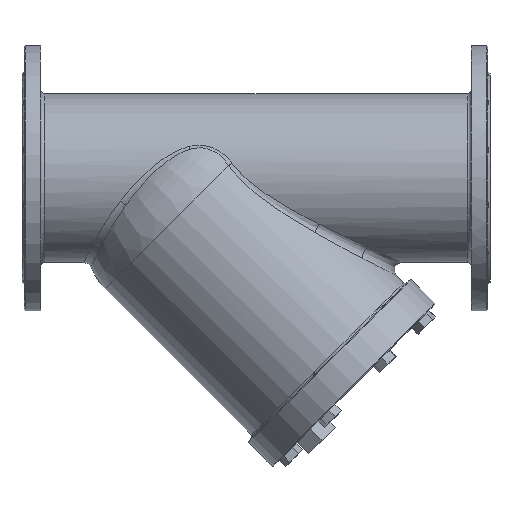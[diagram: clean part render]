
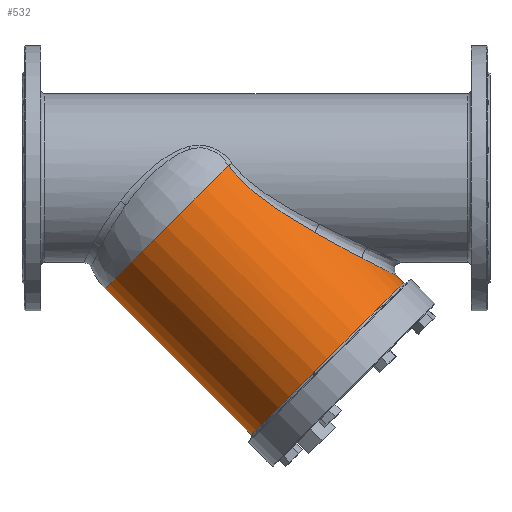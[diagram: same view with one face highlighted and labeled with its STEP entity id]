
A CAD part, top view. The second image highlights one B-rep face of the part: STEP entity #532.
In plain terms, the highlighted cylindrical face has radius 138 mm (diameter 276 mm), a partial arc.
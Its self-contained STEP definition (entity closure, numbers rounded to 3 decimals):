
#198=CARTESIAN_POINT('Vertex',(329.341,-134.18,0.)) ;
#200=CARTESIAN_POINT('Vertex',(134.18,-329.341,0.)) ;
#225=CARTESIAN_POINT('Axis2P3D Location',(231.761,-231.761,0.)) ;
#280=CARTESIAN_POINT('Axis2P3D Location',(0.,0.,0.)) ;
#285=CARTESIAN_POINT('Line Origine',(97.581,97.581,0.)) ;
#289=CARTESIAN_POINT('Vertex',(320.233,-125.071,0.)) ;
#292=CARTESIAN_POINT('Line Origine',(-97.581,-97.581,0.)) ;
#296=CARTESIAN_POINT('Vertex',(-53.203,-141.958,0.)) ;
#424=CARTESIAN_POINT('Control Point',(320.233,-125.071,0.)) ;
#425=CARTESIAN_POINT('Control Point',(320.232,-125.071,0.973)) ;
#426=CARTESIAN_POINT('Control Point',(320.208,-125.059,1.947)) ;
#427=CARTESIAN_POINT('Control Point',(320.16,-125.035,2.922)) ;
#428=CARTESIAN_POINT('Control Point',(320.039,-124.975,4.55)) ;
#429=CARTESIAN_POINT('Control Point',(319.85,-124.881,6.175)) ;
#430=CARTESIAN_POINT('Control Point',(319.764,-124.838,6.826)) ;
#431=CARTESIAN_POINT('Control Point',(319.468,-124.691,8.809)) ;
#432=CARTESIAN_POINT('Control Point',(319.077,-124.497,10.765)) ;
#433=CARTESIAN_POINT('Control Point',(318.773,-124.345,12.066)) ;
#434=CARTESIAN_POINT('Control Point',(317.967,-123.945,15.079)) ;
#435=CARTESIAN_POINT('Control Point',(316.953,-123.44,18.016)) ;
#436=CARTESIAN_POINT('Control Point',(316.312,-123.12,19.665)) ;
#437=CARTESIAN_POINT('Control Point',(314.658,-122.297,23.486)) ;
#438=CARTESIAN_POINT('Control Point',(312.727,-121.332,27.102)) ;
#439=CARTESIAN_POINT('Control Point',(311.534,-120.736,29.123)) ;
#440=CARTESIAN_POINT('Control Point',(309.07,-119.503,32.944)) ;
#441=CARTESIAN_POINT('Control Point',(306.364,-118.145,36.549)) ;
#442=CARTESIAN_POINT('Control Point',(304.995,-117.458,38.257)) ;
#443=CARTESIAN_POINT('Control Point',(302.947,-116.427,40.661)) ;
#444=CARTESIAN_POINT('Control Point',(300.812,-115.351,42.976)) ;
#445=CARTESIAN_POINT('Control Point',(300.153,-115.018,43.674)) ;
#446=CARTESIAN_POINT('Control Point',(298.931,-114.401,44.938)) ;
#447=CARTESIAN_POINT('Control Point',(297.686,-113.772,46.177)) ;
#448=CARTESIAN_POINT('Control Point',(297.114,-113.482,46.735)) ;
#449=CARTESIAN_POINT('Control Point',(296.538,-113.191,47.288)) ;
#450=CARTESIAN_POINT('Control Point',(295.959,-112.897,47.835)) ;
#451=CARTESIAN_POINT('Vertex',(295.959,-112.897,47.835)) ;
#455=CARTESIAN_POINT('Control Point',(295.959,-112.897,47.835)) ;
#456=CARTESIAN_POINT('Control Point',(293.543,-111.673,50.116)) ;
#457=CARTESIAN_POINT('Control Point',(291.061,-110.413,52.299)) ;
#458=CARTESIAN_POINT('Control Point',(288.503,-109.109,54.409)) ;
#459=CARTESIAN_POINT('Control Point',(284.691,-107.161,57.377)) ;
#460=CARTESIAN_POINT('Control Point',(280.786,-105.155,60.185)) ;
#461=CARTESIAN_POINT('Control Point',(279.523,-104.505,61.071)) ;
#462=CARTESIAN_POINT('Control Point',(278.251,-103.849,61.943)) ;
#463=CARTESIAN_POINT('Control Point',(276.973,-103.189,62.798)) ;
#464=CARTESIAN_POINT('Vertex',(276.973,-103.189,62.798)) ;
#468=CARTESIAN_POINT('Control Point',(276.973,-103.189,62.798)) ;
#469=CARTESIAN_POINT('Control Point',(276.188,-102.784,63.323)) ;
#470=CARTESIAN_POINT('Control Point',(275.4,-102.377,63.843)) ;
#471=CARTESIAN_POINT('Control Point',(274.61,-101.968,64.357)) ;
#472=CARTESIAN_POINT('Control Point',(270.266,-99.717,67.144)) ;
#473=CARTESIAN_POINT('Control Point',(265.855,-97.418,69.766)) ;
#474=CARTESIAN_POINT('Control Point',(262.212,-95.508,71.813)) ;
#475=CARTESIAN_POINT('Control Point',(254.326,-91.349,76.012)) ;
#476=CARTESIAN_POINT('Control Point',(246.318,-87.066,79.827)) ;
#477=CARTESIAN_POINT('Control Point',(242.056,-84.768,81.745)) ;
#478=CARTESIAN_POINT('Control Point',(234.242,-80.516,85.078)) ;
#479=CARTESIAN_POINT('Control Point',(226.365,-76.152,88.127)) ;
#480=CARTESIAN_POINT('Control Point',(222.845,-74.183,89.432)) ;
#481=CARTESIAN_POINT('Control Point',(219.31,-72.189,90.688)) ;
#482=CARTESIAN_POINT('Control Point',(215.775,-70.173,91.892)) ;
#483=CARTESIAN_POINT('Vertex',(215.775,-70.173,91.892)) ;
#487=CARTESIAN_POINT('Control Point',(215.775,-70.173,91.892)) ;
#488=CARTESIAN_POINT('Control Point',(213.664,-68.97,92.611)) ;
#489=CARTESIAN_POINT('Control Point',(211.553,-67.759,93.311)) ;
#490=CARTESIAN_POINT('Control Point',(209.443,-66.541,93.993)) ;
#491=CARTESIAN_POINT('Control Point',(202.385,-62.437,96.216)) ;
#492=CARTESIAN_POINT('Control Point',(195.335,-58.24,98.246)) ;
#493=CARTESIAN_POINT('Control Point',(190.373,-55.229,99.585)) ;
#494=CARTESIAN_POINT('Control Point',(180.208,-48.929,102.15)) ;
#495=CARTESIAN_POINT('Control Point',(170.132,-42.356,104.33)) ;
#496=CARTESIAN_POINT('Control Point',(165.033,-38.929,105.339)) ;
#497=CARTESIAN_POINT('Control Point',(157.353,-33.591,106.713)) ;
#498=CARTESIAN_POINT('Control Point',(149.799,-28.,107.829)) ;
#499=CARTESIAN_POINT('Control Point',(147.321,-26.124,108.167)) ;
#500=CARTESIAN_POINT('Control Point',(143.712,-23.327,108.619)) ;
#501=CARTESIAN_POINT('Control Point',(140.144,-20.454,109.001)) ;
#502=CARTESIAN_POINT('Control Point',(139.026,-19.542,109.114)) ;
#503=CARTESIAN_POINT('Control Point',(134.913,-16.144,109.504)) ;
#504=CARTESIAN_POINT('Control Point',(130.888,-12.647,109.789)) ;
#505=CARTESIAN_POINT('Control Point',(127.978,-10.015,109.938)) ;
#506=CARTESIAN_POINT('Control Point',(122.337,-4.679,110.101)) ;
#507=CARTESIAN_POINT('Control Point',(116.978,0.93,109.967)) ;
#508=CARTESIAN_POINT('Control Point',(114.369,3.817,109.819)) ;
#509=CARTESIAN_POINT('Control Point',(110.853,7.956,109.484)) ;
#510=CARTESIAN_POINT('Control Point',(107.539,12.257,108.943)) ;
#511=CARTESIAN_POINT('Control Point',(106.606,13.505,108.77)) ;
#512=CARTESIAN_POINT('Control Point',(105.691,14.766,108.578)) ;
#513=CARTESIAN_POINT('Control Point',(104.795,16.04,108.367)) ;
#514=CARTESIAN_POINT('Vertex',(104.795,16.04,108.367)) ;
#517=CARTESIAN_POINT('Axis2P3D Location',(44.377,-44.377,0.)) ;
#287=VECTOR('Line Direction',#286,1.) ;
#294=VECTOR('Line Direction',#293,1.) ;
#226=DIRECTION('Axis2P3D Direction',(-0.707,0.707,0.)) ;
#281=DIRECTION('Axis2P3D Direction',(-0.707,0.707,0.)) ;
#282=DIRECTION('Axis2P3D XDirection',(-0.707,-0.707,0.)) ;
#286=DIRECTION('Vector Direction',(-0.707,0.707,0.)) ;
#293=DIRECTION('Vector Direction',(-0.707,0.707,0.)) ;
#518=DIRECTION('Axis2P3D Direction',(-0.707,0.707,0.)) ;
#227=AXIS2_PLACEMENT_3D('Circle Axis2P3D',#225,#226,$) ;
#283=AXIS2_PLACEMENT_3D('Cylinder Axis2P3D',#280,#281,#282) ;
#519=AXIS2_PLACEMENT_3D('Circle Axis2P3D',#517,#518,$) ;
#288=LINE('Line',#285,#287) ;
#295=LINE('Line',#292,#294) ;
#228=CIRCLE('generated circle',#227,138.) ;
#520=CIRCLE('generated circle',#519,138.) ;
#284=CYLINDRICAL_SURFACE('generated cylinder',#283,138.) ;
#229=EDGE_CURVE('',#201,#199,#228,.T.) ;
#291=EDGE_CURVE('',#199,#290,#288,.T.) ;
#298=EDGE_CURVE('',#201,#297,#295,.T.) ;
#453=EDGE_CURVE('',#290,#452,#423,.T.) ;
#466=EDGE_CURVE('',#452,#465,#454,.T.) ;
#485=EDGE_CURVE('',#465,#484,#467,.T.) ;
#516=EDGE_CURVE('',#484,#515,#486,.T.) ;
#521=EDGE_CURVE('',#297,#515,#520,.T.) ;
#523=ORIENTED_EDGE('',*,*,#229,.T.) ;
#524=ORIENTED_EDGE('',*,*,#291,.T.) ;
#525=ORIENTED_EDGE('',*,*,#453,.T.) ;
#526=ORIENTED_EDGE('',*,*,#466,.T.) ;
#527=ORIENTED_EDGE('',*,*,#485,.T.) ;
#528=ORIENTED_EDGE('',*,*,#516,.T.) ;
#529=ORIENTED_EDGE('',*,*,#521,.F.) ;
#530=ORIENTED_EDGE('',*,*,#298,.F.) ;
#522=EDGE_LOOP('',(#523,#524,#525,#526,#527,#528,#529,#530)) ;
#199=VERTEX_POINT('',#198) ;
#201=VERTEX_POINT('',#200) ;
#290=VERTEX_POINT('',#289) ;
#297=VERTEX_POINT('',#296) ;
#452=VERTEX_POINT('',#451) ;
#465=VERTEX_POINT('',#464) ;
#484=VERTEX_POINT('',#483) ;
#515=VERTEX_POINT('',#514) ;
#532=ADVANCED_FACE('NONE',(#531),#284,.T.) ;
#423=B_SPLINE_CURVE_WITH_KNOTS('',5,(#424,#425,#426,#427,#428,#429,#430,#431,#432,#433,#434,#435,#436,#437,#438,#439,#440,#441,#442,#443,#444,#445,#446,#447,#448,#449,#450),.UNSPECIFIED.,.F.,.U.,(6,3,3,3,3,3,3,3,6),(0.,6.877,11.488,20.999,33.686,50.703,67.059,74.21,80.2),.UNSPECIFIED.) ;
#454=B_SPLINE_CURVE_WITH_KNOTS('',5,(#455,#456,#457,#458,#459,#460,#461,#462,#463),.UNSPECIFIED.,.F.,.U.,(6,3,6),(0.,24.977,36.788),.UNSPECIFIED.) ;
#467=B_SPLINE_CURVE_WITH_KNOTS('',5,(#468,#469,#470,#471,#472,#473,#474,#475,#476,#477,#478,#479,#480,#481,#482),.UNSPECIFIED.,.F.,.U.,(6,3,3,3,6),(36.788,44.042,76.535,113.823,143.818),.UNSPECIFIED.) ;
#486=B_SPLINE_CURVE_WITH_KNOTS('',5,(#487,#488,#489,#490,#491,#492,#493,#494,#495,#496,#497,#498,#499,#500,#501,#502,#503,#504,#505,#506,#507,#508,#509,#510,#511,#512,#513),.UNSPECIFIED.,.F.,.U.,(6,3,3,3,3,3,3,3,6),(143.818,161.723,203.658,248.394,270.631,280.825,308.355,335.812,346.852),.UNSPECIFIED.) ;
#531=FACE_OUTER_BOUND('',#522,.T.) ;
